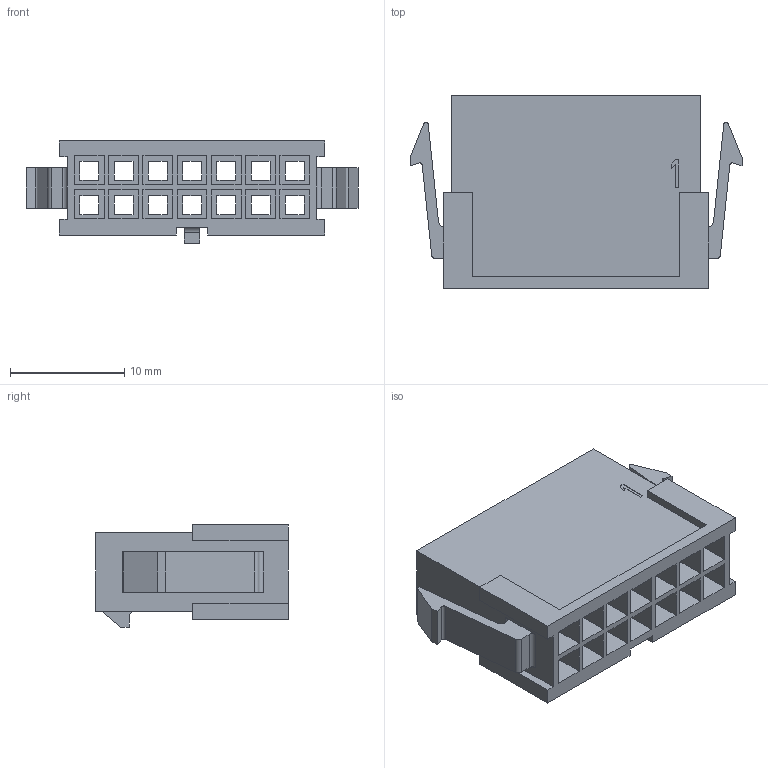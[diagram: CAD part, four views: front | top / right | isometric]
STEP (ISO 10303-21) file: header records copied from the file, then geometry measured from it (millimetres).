
FILE_DESCRIPTION((''),'2;1');
FILE_NAME('430201400','2020-04-30T',('gga'),(''),'PRO/ENGINEER BY PARAMETRIC TECHNOLOGY CORPORATION, 2016010','PRO/ENGINEER BY PARAMETRIC TECHNOLOGY CORPORATION, 2016010','');
FILE_SCHEMA(('CONFIG_CONTROL_DESIGN'));
Length unit declared in the file: millimetre
Products named in the file (1): 430201400
Bounding box: 29.08 x 16.89 x 8.95 mm (x, y, z)
Volume: 1445.6 mm3; surface area: 3739.5 mm2
Topology: 1 solids, 1 shells, 279 faces, 735 edges, 490 vertices
Faces by surface type: plane 268, cylinder 11
Entity records: 8549 total; most frequent: CARTESIAN_POINT 1505, ORIENTED_EDGE 1470, DIRECTION 1317, EDGE_CURVE 735, VECTOR 713, LINE 713, VERTEX_POINT 490, EDGE_LOOP 339
